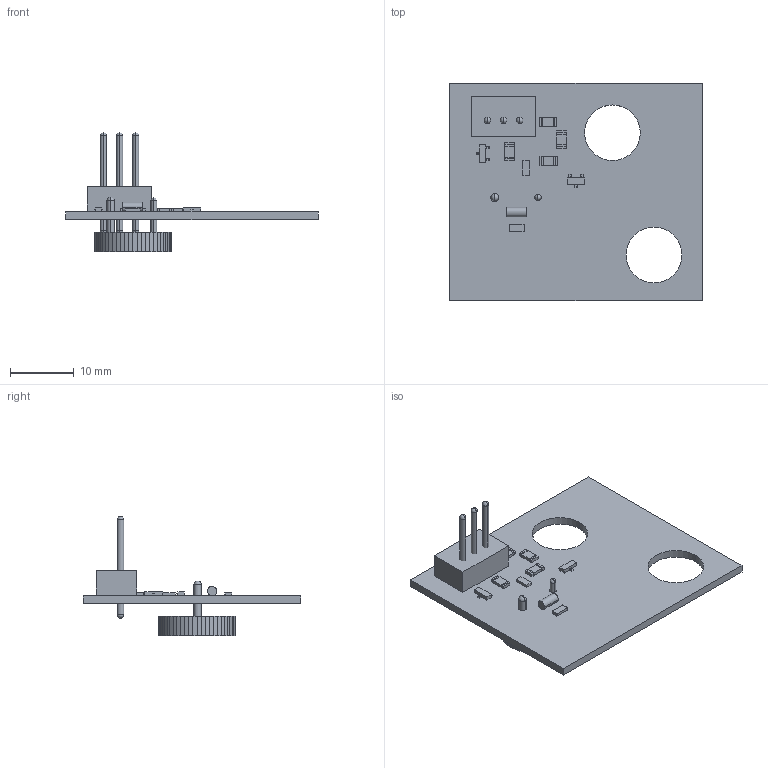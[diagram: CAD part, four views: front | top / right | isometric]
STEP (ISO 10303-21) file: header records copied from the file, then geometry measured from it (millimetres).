
FILE_DESCRIPTION(('PCB Model'),'2;1');
FILE_NAME('buzzer REP.STEP','2016-01-09T20:36:53',('Lucas' ),('Unspecified'),'Open CASCADE STEP processor 6.8','Proteus', 'Unknown');
FILE_SCHEMA(('AUTOMOTIVE_DESIGN_CC2 { 1 2 10303 214 -1 1 5 4 }'));
Length unit declared in the file: millimetre
Products named in the file (37): Open CASCADE STEP translator 6.8 1; Layer_1; J1; Open CASCADE STEP translator 6.8 1.2.1; Body_1; Pin_1; Pin_2; Pin_3; BUZ1; Open CASCADE STEP translator 6.8 1.3.1; D1; Open CASCADE STEP translator 6.8 1.4.1; Q1; Open CASCADE STEP translator 6.8 1.5.1; R1; Open CASCADE STEP translator 6.8 1.6.1; C1; Open CASCADE STEP translator 6.8 1.7.1; R2; C2; R4; Q2; R3
Assembly tree (41 placements, depth 4):
  Open CASCADE STEP translator 6.8 1
    Layer_1
    J1
      Open CASCADE STEP translator 6.8 1.2.1
        Body_1
        Pin_1
        Pin_2
        Pin_3
    BUZ1
      Open CASCADE STEP translator 6.8 1.3.1
        Body_1
        Pin_1
        Pin_2
    D1
      Open CASCADE STEP translator 6.8 1.4.1
        Body_1
    Q1
      Open CASCADE STEP translator 6.8 1.5.1
        Body_1
        Pin_1
        Pin_2
        Pin_3
    R1
      Open CASCADE STEP translator 6.8 1.6.1
        Body_1
        Pin_1
        Pin_2
    C1
      Open CASCADE STEP translator 6.8 1.7.1
        Body_1
        Pin_1
        Pin_2
    R2
      Open CASCADE STEP translator 6.8 1.6.1
        Body_1
        Pin_1
        Pin_2
    C2
      Open CASCADE STEP translator 6.8 1.7.1
        Body_1
        Pin_1
        Pin_2
    R4
      Open CASCADE STEP translator 6.8 1.6.1
        Body_1
        Pin_1
        Pin_2
    Q2
      Open CASCADE STEP translator 6.8 1.5.1
        Body_1
        Pin_1
        Pin_2
        Pin_3
    R3
      Open CASCADE STEP translator 6.8 1.6.1
        Body_1
        Pin_1
        Pin_2
Bounding box: 39.73 x 34.19 x 18.75 mm (x, y, z)
Volume: 2210.1 mm3; surface area: 3677.7 mm2
Topology: 35 solids, 35 shells, 334 faces, 802 edges, 518 vertices
Faces by surface type: plane 258, cylinder 54, sphere 20, extrusion 2
Entity records: 7414 total; most frequent: CARTESIAN_POINT 1153, DIRECTION 1071, ORIENTED_EDGE 1000, EDGE_CURVE 500, VECTOR 387, LINE 385, AXIS2_PLACEMENT_3D 342, VERTEX_POINT 330
